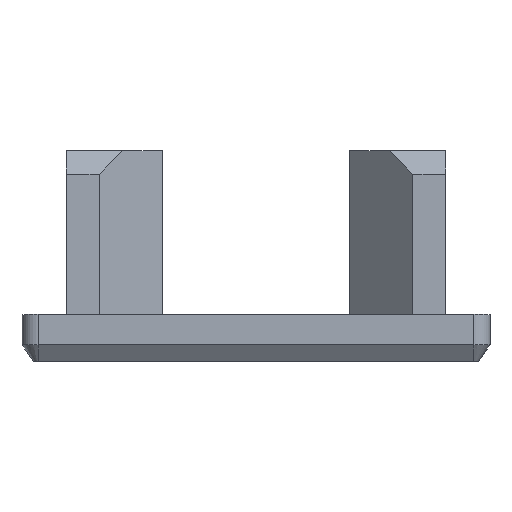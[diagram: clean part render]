
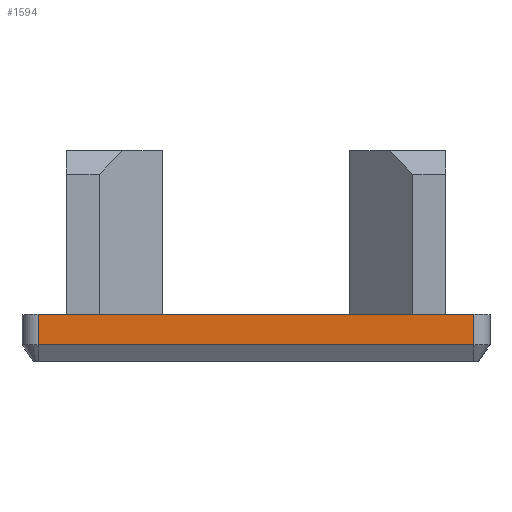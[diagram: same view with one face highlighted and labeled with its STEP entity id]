
A CAD part, front view. The second image highlights one B-rep face of the part: STEP entity #1594.
In plain terms, the highlighted planar face has unit normal (0, -1, 0).
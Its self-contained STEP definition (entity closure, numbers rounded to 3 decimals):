
#153=FACE_OUTER_BOUND('',#248,.T.);
#248=EDGE_LOOP('',(#1316,#1317,#1318,#1319));
#372=LINE('',#2397,#553);
#379=LINE('',#2419,#560);
#434=LINE('',#3187,#615);
#435=LINE('',#3188,#616);
#553=VECTOR('',#1922,10.);
#560=VECTOR('',#1947,10.);
#615=VECTOR('',#2100,10.);
#616=VECTOR('',#2101,10.);
#723=VERTEX_POINT('',#2389);
#725=VERTEX_POINT('',#2395);
#731=VERTEX_POINT('',#2417);
#785=VERTEX_POINT('',#3186);
#892=EDGE_CURVE('',#725,#723,#372,.T.);
#904=EDGE_CURVE('',#731,#725,#379,.T.);
#986=EDGE_CURVE('',#785,#731,#434,.T.);
#987=EDGE_CURVE('',#723,#785,#435,.T.);
#1316=ORIENTED_EDGE('',*,*,#892,.F.);
#1317=ORIENTED_EDGE('',*,*,#904,.F.);
#1318=ORIENTED_EDGE('',*,*,#986,.F.);
#1319=ORIENTED_EDGE('',*,*,#987,.F.);
#1513=PLANE('',#1728);
#1594=ADVANCED_FACE('',(#153),#1513,.T.);
#1728=AXIS2_PLACEMENT_3D('',#3185,#2098,#2099);
#1922=DIRECTION('',(-1.,0.,0.));
#1947=DIRECTION('',(0.,0.,-1.));
#2098=DIRECTION('center_axis',(0.,-1.,0.));
#2099=DIRECTION('ref_axis',(1.,0.,0.));
#2100=DIRECTION('',(1.,0.,0.));
#2101=DIRECTION('',(0.,0.,1.));
#2389=CARTESIAN_POINT('',(0.7,0.,0.7));
#2395=CARTESIAN_POINT('',(19.3,0.,0.7));
#2397=CARTESIAN_POINT('',(5.,0.,0.7));
#2417=CARTESIAN_POINT('',(19.3,0.,2.));
#2419=CARTESIAN_POINT('',(19.3,0.,0.));
#3185=CARTESIAN_POINT('Origin',(0.,0.,0.));
#3186=CARTESIAN_POINT('',(0.7,0.,2.));
#3187=CARTESIAN_POINT('',(0.,0.,2.));
#3188=CARTESIAN_POINT('',(0.7,0.,0.));
